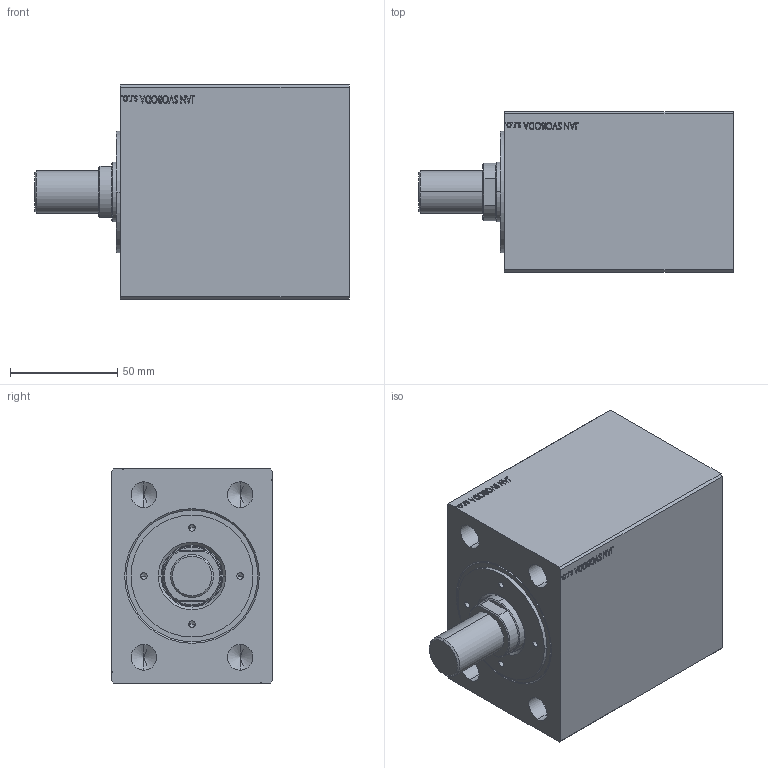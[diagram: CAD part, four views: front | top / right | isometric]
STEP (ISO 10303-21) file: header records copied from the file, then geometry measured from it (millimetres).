
FILE_DESCRIPTION (( 'STEP AP203' ), '1' );
FILE_NAME ('bf2c.STEP', '2024-02-11T08:24:15', ( '' ), ( '' ), 'SwSTEP 2.0', 'SolidWorks 2019', '' );
FILE_SCHEMA (( 'CONFIG_CONTROL_DESIGN' ));
Length unit declared in the file: millimetre
Products named in the file (5): V500CZ_SMALL_MALE_METRIC ad73f5ed7d1aca0715dee72d93990dcd; bf2c; V500CZ ad73f5ed7d1aca0715dee72d93990dcd; V500CZ_VNIT豊蚠攘ST ad73f5ed7d1aca0715dee72d93990dcd; V500CZ_B_VC ad73f5ed7d1aca0715dee72d93990dcd
Assembly tree (4 placements, depth 2):
  bf2c
    V500CZ ad73f5ed7d1aca0715dee72d93990dcd
    V500CZ_VNIT豊蚠攘ST ad73f5ed7d1aca0715dee72d93990dcd
    V500CZ_SMALL_MALE_METRIC ad73f5ed7d1aca0715dee72d93990dcd
    V500CZ_B_VC ad73f5ed7d1aca0715dee72d93990dcd
Bounding box: 147 x 75 x 100 mm (x, y, z)
Volume: 746726.8 mm3; surface area: 103499.9 mm2
Topology: 4 solids, 4 shells, 880 faces, 2248 edges, 1471 vertices
Faces by surface type: plane 402, bspline 380, cylinder 60, cone 38
Entity records: 44279 total; most frequent: CARTESIAN_POINT 25068, ORIENTED_EDGE 4444, DIRECTION 2606, EDGE_CURVE 2222, VERTEX_POINT 1471, LINE 1324, VECTOR 1324, EDGE_LOOP 1003
